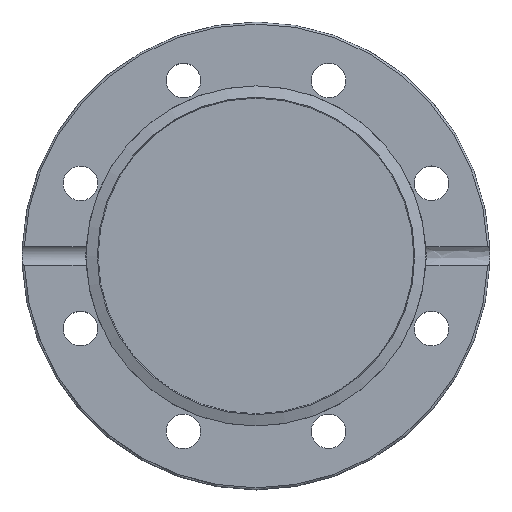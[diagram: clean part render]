
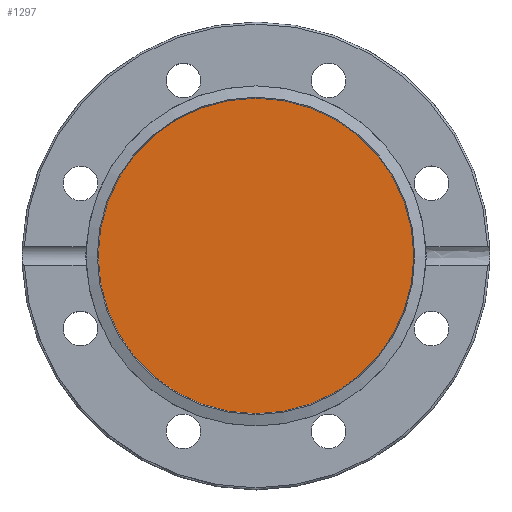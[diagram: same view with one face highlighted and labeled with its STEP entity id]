
A CAD part, top view. The second image highlights one B-rep face of the part: STEP entity #1297.
In plain terms, the highlighted planar face has unit normal (0, 0, 1).
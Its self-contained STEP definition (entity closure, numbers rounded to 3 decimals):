
#1274=CARTESIAN_POINT('',(0.0,-38.282,16.3));
#1275=VERTEX_POINT('',#1274);
#1276=CARTESIAN_POINT('',(0.0,0.,16.3));
#1277=DIRECTION('',(0.0,0.0,-1.0));
#1278=DIRECTION('',(0.0,-1.0,0.0));
#1279=AXIS2_PLACEMENT_3D('',#1276,#1277,#1278);
#1280=CIRCLE('',#1279,38.282);
#1281=EDGE_CURVE('',#1275,#1275,#1280,.T.);
#1289=CARTESIAN_POINT('',(0.0,-19.141,16.3));
#1290=DIRECTION('',(0.0,0.0,-1.0));
#1291=DIRECTION('',(-1.0,0.0,0.0));
#1292=AXIS2_PLACEMENT_3D('',#1289,#1290,#1291);
#1293=PLANE('',#1292);
#1294=ORIENTED_EDGE('',*,*,#1281,.F.);
#1295=EDGE_LOOP('',(#1294));
#1296=FACE_OUTER_BOUND('',#1295,.T.);
#1297=ADVANCED_FACE('',(#1296),#1293,.F.);
